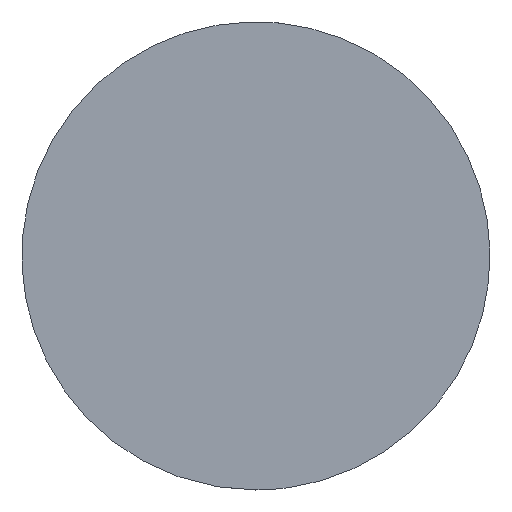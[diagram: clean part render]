
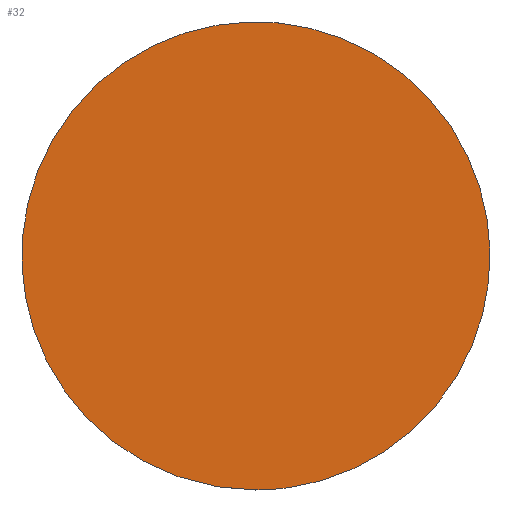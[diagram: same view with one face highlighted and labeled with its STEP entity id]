
A CAD part, top view. The second image highlights one B-rep face of the part: STEP entity #32.
In plain terms, the highlighted planar face has unit normal (0, 0, 1).
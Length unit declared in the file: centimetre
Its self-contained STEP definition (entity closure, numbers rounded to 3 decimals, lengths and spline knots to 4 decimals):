
#32=ADVANCED_FACE('',(#55),#302,.T.);
#55=FACE_OUTER_BOUND('',#78,.T.);
#78=EDGE_LOOP('',(#102));
#102=ORIENTED_EDGE('',*,*,#184,.F.);
#184=EDGE_CURVE('',#263,#263,#225,.T.);
#225=(
BOUNDED_CURVE()
B_SPLINE_CURVE(2,(#900,#901,#902,#903,#904,#905,#906,#907,#908),
 .UNSPECIFIED.,.T.,.F.)
B_SPLINE_CURVE_WITH_KNOTS((3,2,2,2,3),(0.,1099.5574,2199.1149,
3298.6723,4398.2297),.UNSPECIFIED.)
CURVE()
GEOMETRIC_REPRESENTATION_ITEM()
RATIONAL_B_SPLINE_CURVE((1.,0.707,1.,0.707,1.,0.707,
1.,0.707,1.))
REPRESENTATION_ITEM('')
);
#263=VERTEX_POINT('',#895);
#302=PLANE('',#354);
#354=AXIS2_PLACEMENT_3D('',#394,#374,$);
#374=DIRECTION('',(0.,0.,1.));
#394=CARTESIAN_POINT('',(105.0418,91.0566,72.));
#895=CARTESIAN_POINT('',(17.5418,-66.4434,72.));
#900=CARTESIAN_POINT('',(17.5418,-66.4434,72.));
#901=CARTESIAN_POINT('',(-52.4582,-66.4434,72.));
#902=CARTESIAN_POINT('',(-52.4582,3.5566,72.));
#903=CARTESIAN_POINT('',(-52.4582,73.5566,72.));
#904=CARTESIAN_POINT('',(17.5418,73.5566,72.));
#905=CARTESIAN_POINT('',(87.5418,73.5566,72.));
#906=CARTESIAN_POINT('',(87.5418,3.5566,72.));
#907=CARTESIAN_POINT('',(87.5418,-66.4434,72.));
#908=CARTESIAN_POINT('',(17.5418,-66.4434,72.));
